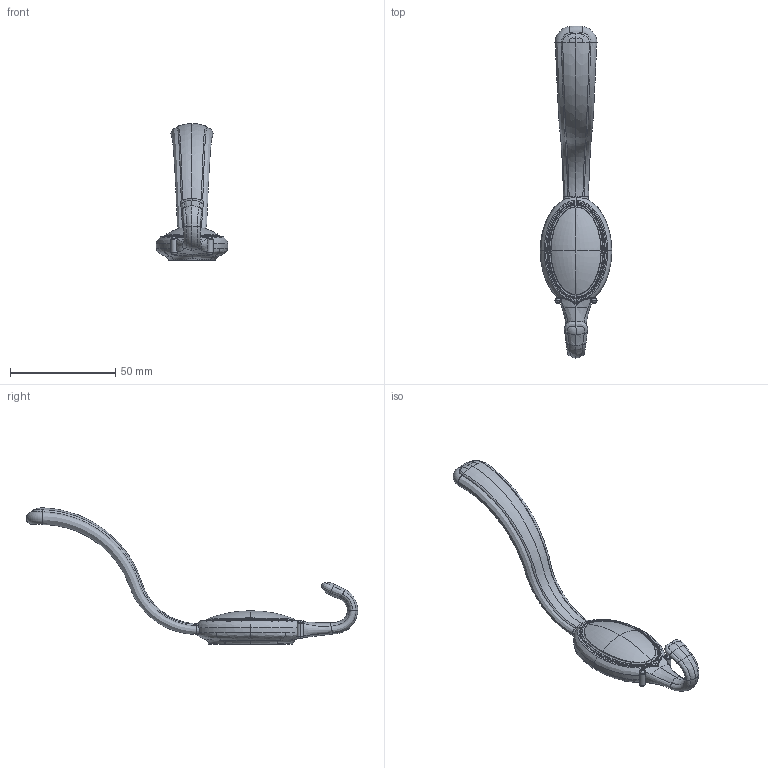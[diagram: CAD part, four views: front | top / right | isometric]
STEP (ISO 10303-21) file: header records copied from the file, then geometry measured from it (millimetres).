
FILE_DESCRIPTION(('Creo Elements/Direct Modeling STEP Export'),'2;1');
FILE_NAME('1980.stp','2021-05-26T14:19:46',(''),(''),'Creo Elements/Direct Modeling STEP processor for AP214 (Solid Model)','Creo Elements/Direct Modeling 20.0 12-Nov-2016 (C) Parametric Technology GmbH','');
FILE_SCHEMA(('AUTOMOTIVE_DESIGN { 1 0 10303 214 1 1 1 1 }'));
Products named in the file (3): Huthaken; Einlage_Kunststoff; Huthaken_o_Rose
Assembly tree (2 placements, depth 2):
  Huthaken_o_Rose
    Einlage_Kunststoff
    Huthaken
Bounding box: 34 x 157.97 x 65.07 mm (x, y, z)
Volume: 20846.1 mm3; surface area: 13071.3 mm2
Topology: 2 solids, 2 shells, 288 faces, 751 edges, 466 vertices
Faces by surface type: bspline 147, cylinder 41, plane 40, extrusion 32, torus 20, cone 8
Entity records: 106878 total; most frequent: CARTESIAN_POINT 101251, ORIENTED_EDGE 1490, EDGE_CURVE 745, DIRECTION 567, VERTEX_POINT 466, B_SPLINE_CURVE_WITH_KNOTS 462, EDGE_LOOP 297, FACE_OUTER_BOUND 288
